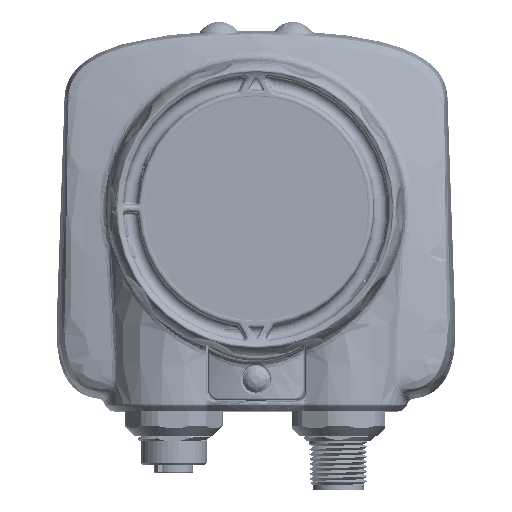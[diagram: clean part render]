
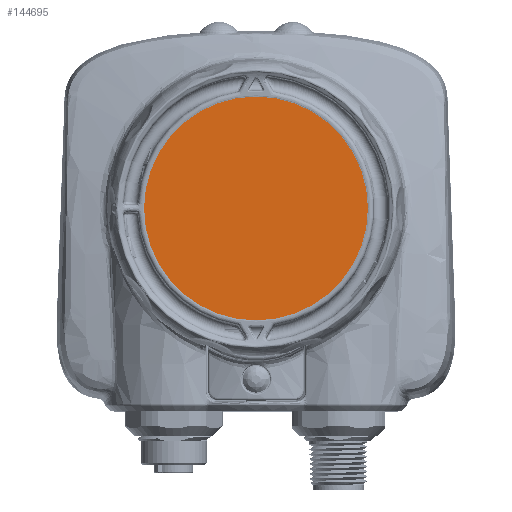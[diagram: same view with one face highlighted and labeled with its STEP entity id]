
A CAD part, top view. The second image highlights one B-rep face of the part: STEP entity #144695.
In plain terms, the highlighted planar face has unit normal (0, 0, 1).
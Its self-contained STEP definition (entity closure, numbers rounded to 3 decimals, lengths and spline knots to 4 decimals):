
#42957=CARTESIAN_POINT('',(0.,0.0492,1.4547));
#42958=DIRECTION('',(0.,0.,-1.));
#42959=DIRECTION('',(0.,1.,0.));
#42960=AXIS2_PLACEMENT_3D('',#42957,#42958,#42959);
#42962=CARTESIAN_POINT('',(0.,0.0492,1.4547));
#42963=DIRECTION('',(0.,0.,-1.));
#42964=DIRECTION('',(0.,-1.,0.));
#42965=AXIS2_PLACEMENT_3D('',#42962,#42963,#42964);
#80131=CARTESIAN_POINT('',(0.,0.9461,1.4547));
#80132=CARTESIAN_POINT('',(0.,-0.8477,1.4547));
#80133=VERTEX_POINT('',#80131);
#80134=VERTEX_POINT('',#80132);
#144686=CARTESIAN_POINT('',(0.,0.0492,1.4547));
#144687=DIRECTION('',(0.,0.,1.));
#144688=DIRECTION('',(0.,1.,0.));
#144689=AXIS2_PLACEMENT_3D('',#144686,#144687,#144688);
#144690=PLANE('',#144689);
#144691=ORIENTED_EDGE('',*,*,#144680,.T.);
#144692=ORIENTED_EDGE('',*,*,#144666,.T.);
#144693=EDGE_LOOP('',(#144691,#144692));
#144694=FACE_OUTER_BOUND('',#144693,.F.);
#144695=ADVANCED_FACE('',(#144694),#144690,.T.);
#42961=CIRCLE('',#42960,0.8969);
#42966=CIRCLE('',#42965,0.8969);
#144666=EDGE_CURVE('',#80134,#80133,#42966,.T.);
#144680=EDGE_CURVE('',#80133,#80134,#42961,.T.);
